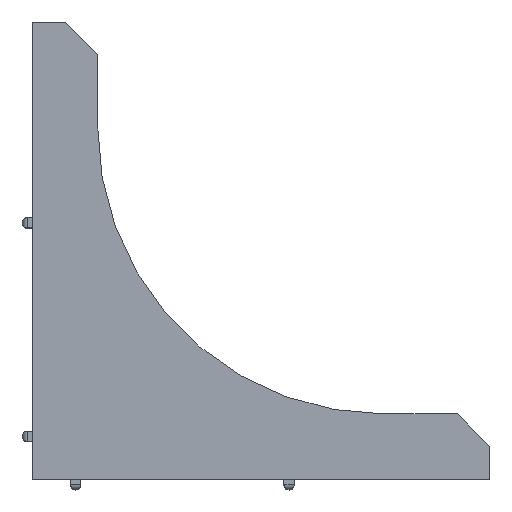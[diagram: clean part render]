
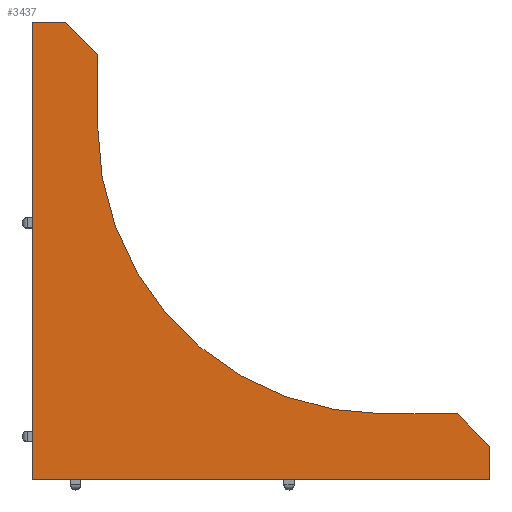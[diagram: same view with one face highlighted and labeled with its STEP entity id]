
A CAD part, top view. The second image highlights one B-rep face of the part: STEP entity #3437.
In plain terms, the highlighted planar face has unit normal (0, 0, 1).
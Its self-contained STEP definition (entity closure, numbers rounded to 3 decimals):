
#2924=CARTESIAN_POINT('',(83.64,12.86,0.0));
#2925=VERTEX_POINT('',#2924);
#2932=CARTESIAN_POINT('',(90.0,6.5,0.0));
#2933=VERTEX_POINT('',#2932);
#2934=CARTESIAN_POINT('',(90.0,6.5,0.0));
#2935=DIRECTION('',(-0.707,0.707,0.0));
#2936=VECTOR('',#2935,8.994);
#2937=LINE('',#2934,#2936);
#2938=EDGE_CURVE('',#2933,#2925,#2937,.T.);
#2962=CARTESIAN_POINT('',(69.14,12.86,0.0));
#2963=VERTEX_POINT('',#2962);
#2970=CARTESIAN_POINT('',(83.64,12.86,0.0));
#2971=DIRECTION('',(-1.0,0.0,0.0));
#2972=VECTOR('',#2971,14.5);
#2973=LINE('',#2970,#2972);
#2974=EDGE_CURVE('',#2925,#2963,#2973,.T.);
#2994=CARTESIAN_POINT('',(12.86,69.14,0.0));
#2995=VERTEX_POINT('',#2994);
#3002=CARTESIAN_POINT('',(69.14,69.14,0.0));
#3003=DIRECTION('',(0.0,0.0,-1.0));
#3004=DIRECTION('',(1.0,0.0,0.0));
#3005=AXIS2_PLACEMENT_3D('',#3002,#3003,#3004);
#3006=CIRCLE('',#3005,56.28);
#3007=EDGE_CURVE('',#2963,#2995,#3006,.T.);
#3026=CARTESIAN_POINT('',(12.86,83.64,0.0));
#3027=VERTEX_POINT('',#3026);
#3034=CARTESIAN_POINT('',(12.86,69.14,0.0));
#3035=DIRECTION('',(0.0,1.0,0.0));
#3036=VECTOR('',#3035,14.5);
#3037=LINE('',#3034,#3036);
#3038=EDGE_CURVE('',#2995,#3027,#3037,.T.);
#3057=CARTESIAN_POINT('',(6.5,90.0,0.0));
#3058=VERTEX_POINT('',#3057);
#3065=CARTESIAN_POINT('',(12.86,83.64,0.0));
#3066=DIRECTION('',(-0.707,0.707,0.0));
#3067=VECTOR('',#3066,8.994);
#3068=LINE('',#3065,#3067);
#3069=EDGE_CURVE('',#3027,#3058,#3068,.T.);
#3123=CARTESIAN_POINT('',(90.0,0.0,0.0));
#3124=VERTEX_POINT('',#3123);
#3125=CARTESIAN_POINT('',(90.0,0.0,0.0));
#3126=DIRECTION('',(0.0,1.0,0.0));
#3127=VECTOR('',#3126,6.5);
#3128=LINE('',#3125,#3127);
#3129=EDGE_CURVE('',#3124,#2933,#3128,.T.);
#3235=CARTESIAN_POINT('',(0.,90.0,0.0));
#3236=VERTEX_POINT('',#3235);
#3243=CARTESIAN_POINT('',(6.5,90.0,0.0));
#3244=DIRECTION('',(-1.0,0.0,0.0));
#3245=VECTOR('',#3244,6.5);
#3246=LINE('',#3243,#3245);
#3247=EDGE_CURVE('',#3058,#3236,#3246,.T.);
#3268=CARTESIAN_POINT('',(0.0,0.0,0.0));
#3269=VERTEX_POINT('',#3268);
#3276=CARTESIAN_POINT('',(0.,90.0,0.0));
#3277=DIRECTION('',(0.0,-1.0,0.0));
#3278=VECTOR('',#3277,90.0);
#3279=LINE('',#3276,#3278);
#3280=EDGE_CURVE('',#3236,#3269,#3279,.T.);
#3346=CARTESIAN_POINT('',(0.0,0.0,0.0));
#3347=DIRECTION('',(1.0,0.0,0.0));
#3348=VECTOR('',#3347,90.0);
#3349=LINE('',#3346,#3348);
#3350=EDGE_CURVE('',#3269,#3124,#3349,.T.);
#3421=CARTESIAN_POINT('',(25.633,25.633,0.0));
#3422=DIRECTION('',(0.0,0.0,1.0));
#3423=DIRECTION('',(1.0,0.0,0.0));
#3424=AXIS2_PLACEMENT_3D('',#3421,#3422,#3423);
#3425=PLANE('',#3424);
#3426=ORIENTED_EDGE('',*,*,#3350,.T.);
#3427=ORIENTED_EDGE('',*,*,#3129,.T.);
#3428=ORIENTED_EDGE('',*,*,#2938,.T.);
#3429=ORIENTED_EDGE('',*,*,#2974,.T.);
#3430=ORIENTED_EDGE('',*,*,#3007,.T.);
#3431=ORIENTED_EDGE('',*,*,#3038,.T.);
#3432=ORIENTED_EDGE('',*,*,#3069,.T.);
#3433=ORIENTED_EDGE('',*,*,#3247,.T.);
#3434=ORIENTED_EDGE('',*,*,#3280,.T.);
#3435=EDGE_LOOP('',(#3426,#3427,#3428,#3429,#3430,#3431,#3432,#3433,#3434));
#3436=FACE_OUTER_BOUND('',#3435,.T.);
#3437=ADVANCED_FACE('',(#3436),#3425,.T.);
